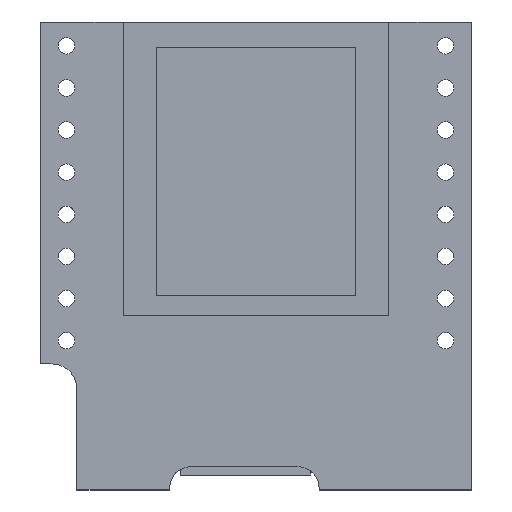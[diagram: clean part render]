
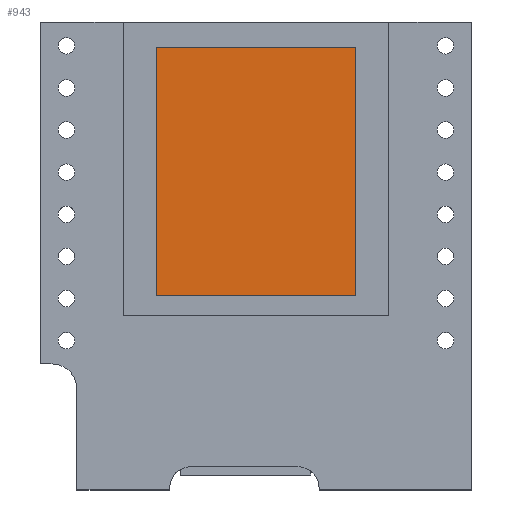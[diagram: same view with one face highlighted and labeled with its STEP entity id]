
A CAD part, top view. The second image highlights one B-rep face of the part: STEP entity #943.
In plain terms, the highlighted planar face has unit normal (0, 0, 1).
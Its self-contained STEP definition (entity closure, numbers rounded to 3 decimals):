
#106=FACE_OUTER_BOUND('',#152,.T.);
#152=EDGE_LOOP('',(#616,#617,#618,#619));
#231=LINE('',#1354,#318);
#232=LINE('',#1356,#319);
#233=LINE('',#1358,#320);
#234=LINE('',#1359,#321);
#318=VECTOR('',#1093,1.);
#319=VECTOR('',#1094,1.);
#320=VECTOR('',#1095,1.);
#321=VECTOR('',#1096,1.);
#405=VERTEX_POINT('',#1352);
#406=VERTEX_POINT('',#1353);
#407=VERTEX_POINT('',#1355);
#408=VERTEX_POINT('',#1357);
#489=EDGE_CURVE('',#405,#406,#231,.T.);
#490=EDGE_CURVE('',#406,#407,#232,.T.);
#491=EDGE_CURVE('',#407,#408,#233,.T.);
#492=EDGE_CURVE('',#408,#405,#234,.T.);
#616=ORIENTED_EDGE('',*,*,#489,.T.);
#617=ORIENTED_EDGE('',*,*,#490,.T.);
#618=ORIENTED_EDGE('',*,*,#491,.T.);
#619=ORIENTED_EDGE('',*,*,#492,.T.);
#870=PLANE('',#1003);
#943=ADVANCED_FACE('',(#106),#870,.T.);
#1003=AXIS2_PLACEMENT_3D('',#1351,#1091,#1092);
#1091=DIRECTION('center_axis',(0.,0.,1.));
#1092=DIRECTION('ref_axis',(1.,0.,0.));
#1093=DIRECTION('',(1.,0.,0.));
#1094=DIRECTION('',(0.,1.,0.));
#1095=DIRECTION('',(-1.,0.,0.));
#1096=DIRECTION('',(0.,-1.,0.));
#1351=CARTESIAN_POINT('Origin',(11.42,-7.57,14.6));
#1352=CARTESIAN_POINT('',(5.42,-15.07,14.6));
#1353=CARTESIAN_POINT('',(17.42,-15.07,14.6));
#1354=CARTESIAN_POINT('',(5.42,-15.07,14.6));
#1355=CARTESIAN_POINT('',(17.42,-0.07,14.6));
#1356=CARTESIAN_POINT('',(17.42,-15.07,14.6));
#1357=CARTESIAN_POINT('',(5.42,-0.07,14.6));
#1358=CARTESIAN_POINT('',(17.42,-0.07,14.6));
#1359=CARTESIAN_POINT('',(5.42,-0.07,14.6));
